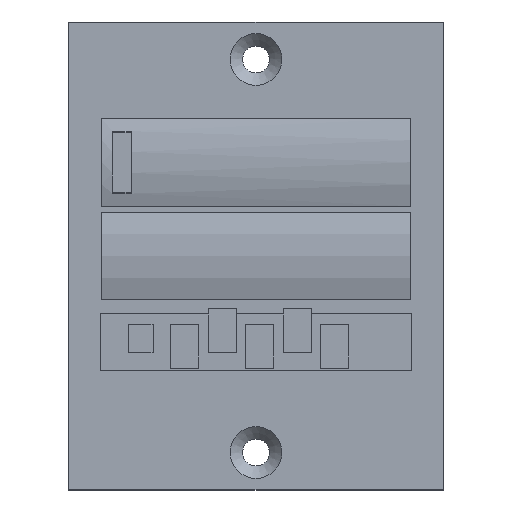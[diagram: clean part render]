
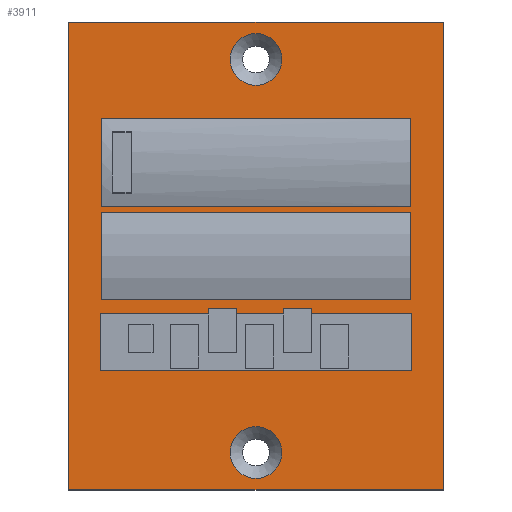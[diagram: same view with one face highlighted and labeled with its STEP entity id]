
A CAD part, top view. The second image highlights one B-rep face of the part: STEP entity #3911.
In plain terms, the highlighted planar face has unit normal (0, 0, 1).
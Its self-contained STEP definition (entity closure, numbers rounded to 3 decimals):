
#69=LINE('',#5125,#397);
#73=LINE('',#5133,#401);
#76=LINE('',#5139,#404);
#78=LINE('',#5142,#406);
#79=LINE('',#5148,#407);
#80=LINE('',#5151,#408);
#81=LINE('',#5153,#409);
#82=LINE('',#5155,#410);
#83=LINE('',#5156,#411);
#84=LINE('',#5159,#412);
#85=LINE('',#5161,#413);
#86=LINE('',#5163,#414);
#87=LINE('',#5164,#415);
#88=LINE('',#5167,#416);
#89=LINE('',#5169,#417);
#90=LINE('',#5171,#418);
#397=VECTOR('',#4348,1000.);
#401=VECTOR('',#4354,1000.);
#404=VECTOR('',#4359,1000.);
#406=VECTOR('',#4363,1000.);
#407=VECTOR('',#4370,1000.);
#408=VECTOR('',#4371,1000.);
#409=VECTOR('',#4372,1000.);
#410=VECTOR('',#4373,1000.);
#411=VECTOR('',#4374,1000.);
#412=VECTOR('',#4375,1000.);
#413=VECTOR('',#4376,1000.);
#414=VECTOR('',#4377,1000.);
#415=VECTOR('',#4378,1000.);
#416=VECTOR('',#4379,1000.);
#417=VECTOR('',#4380,1000.);
#418=VECTOR('',#4381,1000.);
#752=ORIENTED_EDGE('',*,*,#1500,.T.);
#753=ORIENTED_EDGE('',*,*,#1501,.T.);
#754=ORIENTED_EDGE('',*,*,#1502,.F.);
#755=ORIENTED_EDGE('',*,*,#1503,.T.);
#756=ORIENTED_EDGE('',*,*,#1504,.T.);
#757=ORIENTED_EDGE('',*,*,#1505,.F.);
#758=ORIENTED_EDGE('',*,*,#1506,.F.);
#759=ORIENTED_EDGE('',*,*,#1507,.T.);
#760=ORIENTED_EDGE('',*,*,#1508,.T.);
#761=ORIENTED_EDGE('',*,*,#1509,.F.);
#762=ORIENTED_EDGE('',*,*,#1510,.F.);
#763=ORIENTED_EDGE('',*,*,#1511,.T.);
#764=ORIENTED_EDGE('',*,*,#1512,.T.);
#765=ORIENTED_EDGE('',*,*,#1513,.F.);
#766=ORIENTED_EDGE('',*,*,#1490,.T.);
#767=ORIENTED_EDGE('',*,*,#1494,.T.);
#768=ORIENTED_EDGE('',*,*,#1497,.T.);
#769=ORIENTED_EDGE('',*,*,#1499,.T.);
#1490=EDGE_CURVE('',#1867,#1866,#69,.T.);
#1494=EDGE_CURVE('',#1866,#1869,#73,.T.);
#1497=EDGE_CURVE('',#1869,#1871,#76,.T.);
#1499=EDGE_CURVE('',#1871,#1867,#78,.T.);
#1500=EDGE_CURVE('',#1872,#1872,#2105,.T.);
#1501=EDGE_CURVE('',#1873,#1873,#2106,.T.);
#1502=EDGE_CURVE('',#1874,#1875,#79,.T.);
#1503=EDGE_CURVE('',#1874,#1876,#80,.T.);
#1504=EDGE_CURVE('',#1876,#1877,#81,.T.);
#1505=EDGE_CURVE('',#1875,#1877,#82,.T.);
#1506=EDGE_CURVE('',#1878,#1879,#83,.T.);
#1507=EDGE_CURVE('',#1878,#1880,#84,.T.);
#1508=EDGE_CURVE('',#1880,#1881,#85,.T.);
#1509=EDGE_CURVE('',#1879,#1881,#86,.T.);
#1510=EDGE_CURVE('',#1882,#1883,#87,.T.);
#1511=EDGE_CURVE('',#1882,#1884,#88,.T.);
#1512=EDGE_CURVE('',#1884,#1885,#89,.T.);
#1513=EDGE_CURVE('',#1883,#1885,#90,.T.);
#1866=VERTEX_POINT('',#5124);
#1867=VERTEX_POINT('',#5126);
#1869=VERTEX_POINT('',#5132);
#1871=VERTEX_POINT('',#5138);
#1872=VERTEX_POINT('',#5145);
#1873=VERTEX_POINT('',#5147);
#1874=VERTEX_POINT('',#5149);
#1875=VERTEX_POINT('',#5150);
#1876=VERTEX_POINT('',#5152);
#1877=VERTEX_POINT('',#5154);
#1878=VERTEX_POINT('',#5157);
#1879=VERTEX_POINT('',#5158);
#1880=VERTEX_POINT('',#5160);
#1881=VERTEX_POINT('',#5162);
#1882=VERTEX_POINT('',#5165);
#1883=VERTEX_POINT('',#5166);
#1884=VERTEX_POINT('',#5168);
#1885=VERTEX_POINT('',#5170);
#2105=CIRCLE('',#4095,4.15);
#2106=CIRCLE('',#4096,4.15);
#2159=EDGE_LOOP('',(#752));
#2160=EDGE_LOOP('',(#753));
#2161=EDGE_LOOP('',(#754,#755,#756,#757));
#2162=EDGE_LOOP('',(#758,#759,#760,#761));
#2163=EDGE_LOOP('',(#762,#763,#764,#765));
#2164=EDGE_LOOP('',(#766,#767,#768,#769));
#2383=FACE_BOUND('',#2159,.T.);
#2384=FACE_BOUND('',#2160,.T.);
#2385=FACE_BOUND('',#2161,.T.);
#2386=FACE_BOUND('',#2162,.T.);
#2387=FACE_BOUND('',#2163,.T.);
#2388=FACE_BOUND('',#2164,.T.);
#2599=PLANE('',#4094);
#3911=ADVANCED_FACE('',(#2383,#2384,#2385,#2386,#2387,#2388),#2599,.T.);
#4094=AXIS2_PLACEMENT_3D('',#5143,#4364,#4365);
#4095=AXIS2_PLACEMENT_3D('',#5144,#4366,#4367);
#4096=AXIS2_PLACEMENT_3D('',#5146,#4368,#4369);
#4348=DIRECTION('',(-1.,0.,0.));
#4354=DIRECTION('',(0.,-1.,0.));
#4359=DIRECTION('',(1.,0.,0.));
#4363=DIRECTION('',(0.,1.,0.));
#4364=DIRECTION('',(0.,0.,1.));
#4365=DIRECTION('',(1.,0.,0.));
#4366=DIRECTION('',(0.,0.,-1.));
#4367=DIRECTION('',(-1.,0.,0.));
#4368=DIRECTION('',(0.,0.,-1.));
#4369=DIRECTION('',(-1.,0.,0.));
#4370=DIRECTION('',(0.,1.,0.));
#4371=DIRECTION('',(-1.,0.,0.));
#4372=DIRECTION('',(0.,1.,0.));
#4373=DIRECTION('',(-1.,0.,0.));
#4374=DIRECTION('',(0.,1.,0.));
#4375=DIRECTION('',(-1.,0.,0.));
#4376=DIRECTION('',(0.,1.,0.));
#4377=DIRECTION('',(-1.,0.,0.));
#4378=DIRECTION('',(0.,1.,0.));
#4379=DIRECTION('',(-1.,0.,0.));
#4380=DIRECTION('',(0.,1.,0.));
#4381=DIRECTION('',(-1.,0.,0.));
#5124=CARTESIAN_POINT('',(-30.,37.5,3.));
#5125=CARTESIAN_POINT('',(30.,37.5,3.));
#5126=CARTESIAN_POINT('',(30.,37.5,3.));
#5132=CARTESIAN_POINT('',(-30.,-37.5,3.));
#5133=CARTESIAN_POINT('',(-30.,37.5,3.));
#5138=CARTESIAN_POINT('',(30.,-37.5,3.));
#5139=CARTESIAN_POINT('',(-30.,-37.5,3.));
#5142=CARTESIAN_POINT('',(30.,-37.5,3.));
#5143=CARTESIAN_POINT('',(0.,0.,3.));
#5144=CARTESIAN_POINT('',(0.,-31.5,3.));
#5145=CARTESIAN_POINT('',(-4.15,-31.5,3.));
#5146=CARTESIAN_POINT('',(0.,31.5,3.));
#5147=CARTESIAN_POINT('',(-4.15,31.5,3.));
#5148=CARTESIAN_POINT('',(24.85,-18.3,3.));
#5149=CARTESIAN_POINT('',(24.85,-18.3,3.));
#5150=CARTESIAN_POINT('',(24.85,-9.3,3.));
#5151=CARTESIAN_POINT('',(24.85,-18.3,3.));
#5152=CARTESIAN_POINT('',(-24.85,-18.3,3.));
#5153=CARTESIAN_POINT('',(-24.85,-18.3,3.));
#5154=CARTESIAN_POINT('',(-24.85,-9.3,3.));
#5155=CARTESIAN_POINT('',(24.85,-9.3,3.));
#5156=CARTESIAN_POINT('',(24.75,8.003,3.));
#5157=CARTESIAN_POINT('',(24.75,8.003,3.));
#5158=CARTESIAN_POINT('',(24.75,21.997,3.));
#5159=CARTESIAN_POINT('',(24.75,8.003,3.));
#5160=CARTESIAN_POINT('',(-24.75,8.003,3.));
#5161=CARTESIAN_POINT('',(-24.75,8.003,3.));
#5162=CARTESIAN_POINT('',(-24.75,21.997,3.));
#5163=CARTESIAN_POINT('',(24.75,21.997,3.));
#5164=CARTESIAN_POINT('',(24.75,-6.997,3.));
#5165=CARTESIAN_POINT('',(24.75,-6.997,3.));
#5166=CARTESIAN_POINT('',(24.75,6.997,3.));
#5167=CARTESIAN_POINT('',(24.75,-6.997,3.));
#5168=CARTESIAN_POINT('',(-24.75,-6.997,3.));
#5169=CARTESIAN_POINT('',(-24.75,-6.997,3.));
#5170=CARTESIAN_POINT('',(-24.75,6.997,3.));
#5171=CARTESIAN_POINT('',(24.75,6.997,3.));
